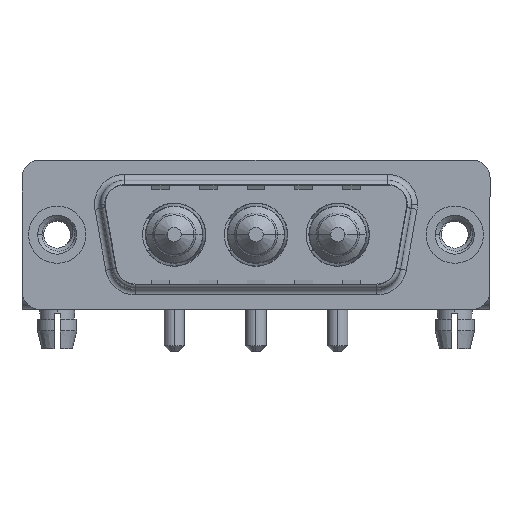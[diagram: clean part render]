
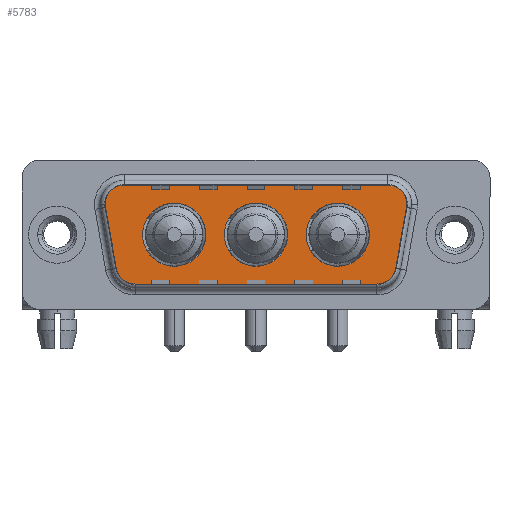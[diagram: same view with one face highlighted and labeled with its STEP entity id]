
A CAD part, top view. The second image highlights one B-rep face of the part: STEP entity #5783.
In plain terms, the highlighted planar face has unit normal (0, 0, 1).
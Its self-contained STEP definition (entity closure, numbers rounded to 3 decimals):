
#55 = DIRECTION ( 'NONE',  ( 0., 0., 1. ) ) ;
#156 = DIRECTION ( 'NONE',  ( 1., 0., 0. ) ) ;
#269 = EDGE_LOOP ( 'NONE', ( #14390, #3639 ) ) ;
#316 = DIRECTION ( 'NONE',  ( -1., 0., 0. ) ) ;
#317 = CIRCLE ( 'NONE', #4326, 2.65 ) ;
#493 = EDGE_CURVE ( 'NONE', #9367, #9104, #1206, .T. ) ;
#605 = CARTESIAN_POINT ( 'NONE',  ( 12.45, 0., 0. ) ) ;
#766 = DIRECTION ( 'NONE',  ( 0., 0., 1. ) ) ;
#785 = EDGE_LOOP ( 'NONE', ( #10511, #14666 ) ) ;
#812 = CARTESIAN_POINT ( 'NONE',  ( 3.441, 2.553, 0. ) ) ;
#894 = EDGE_CURVE ( 'NONE', #1551, #9182, #12188, .T. ) ;
#955 = ORIENTED_EDGE ( 'NONE', *, *, #8809, .T. ) ;
#1035 = CARTESIAN_POINT ( 'NONE',  ( 29.859, 2.553, 0. ) ) ;
#1206 = CIRCLE ( 'NONE', #8688, 2.65 ) ;
#1243 = AXIS2_PLACEMENT_3D ( 'NONE', #6254, #11021, #316 ) ;
#1256 = DIRECTION ( 'NONE',  ( 0., 0., 1. ) ) ;
#1551 = VERTEX_POINT ( 'NONE', #14582 ) ;
#1560 = EDGE_CURVE ( 'NONE', #5743, #4300, #2028, .T. ) ;
#1773 = CARTESIAN_POINT ( 'NONE',  ( 16.65, 0., 0. ) ) ;
#1876 = AXIS2_PLACEMENT_3D ( 'NONE', #9522, #11938, #13118 ) ;
#1948 = DIRECTION ( 'NONE',  ( 0.174, 0.985, 0. ) ) ;
#1969 = CARTESIAN_POINT ( 'NONE',  ( 27.889, 2.9, 0. ) ) ;
#2028 = CIRCLE ( 'NONE', #5279, 2.65 ) ;
#2333 = CARTESIAN_POINT ( 'NONE',  ( 26.866, -2.9, 0. ) ) ;
#2427 = CARTESIAN_POINT ( 'NONE',  ( 23.5, 0., 0. ) ) ;
#2443 = EDGE_CURVE ( 'NONE', #3609, #10558, #14716, .T. ) ;
#2529 = ORIENTED_EDGE ( 'NONE', *, *, #2443, .T. ) ;
#2558 = PLANE ( 'NONE',  #6065 ) ;
#2576 = CARTESIAN_POINT ( 'NONE',  ( 5.411, 2.9, 0. ) ) ;
#2704 = CARTESIAN_POINT ( 'NONE',  ( 23.5, 0., 0. ) ) ;
#2838 = DIRECTION ( 'NONE',  ( -1., 0., 0. ) ) ;
#2958 = ORIENTED_EDGE ( 'NONE', *, *, #14539, .T. ) ;
#3191 = CARTESIAN_POINT ( 'NONE',  ( 6.434, -2.9, 0. ) ) ;
#3340 = EDGE_CURVE ( 'NONE', #13374, #1551, #9882, .T. ) ;
#3381 = AXIS2_PLACEMENT_3D ( 'NONE', #1969, #13543, #2838 ) ;
#3505 = FACE_OUTER_BOUND ( 'NONE', #13758, .T. ) ;
#3609 = VERTEX_POINT ( 'NONE', #1035 ) ;
#3639 = ORIENTED_EDGE ( 'NONE', *, *, #14874, .F. ) ;
#3968 = CARTESIAN_POINT ( 'NONE',  ( 16.65, 0., 0. ) ) ;
#3982 = ORIENTED_EDGE ( 'NONE', *, *, #12923, .T. ) ;
#4300 = VERTEX_POINT ( 'NONE', #9665 ) ;
#4326 = AXIS2_PLACEMENT_3D ( 'NONE', #3968, #6291, #12230 ) ;
#4669 = DIRECTION ( 'NONE',  ( -1., 0., 0. ) ) ;
#5039 = CARTESIAN_POINT ( 'NONE',  ( 6.434, -4.9, 0. ) ) ;
#5278 = CARTESIAN_POINT ( 'NONE',  ( 5.411, 4.9, 0. ) ) ;
#5279 = AXIS2_PLACEMENT_3D ( 'NONE', #2704, #7549, #7472 ) ;
#5702 = CARTESIAN_POINT ( 'NONE',  ( 27.889, 4.9, 0. ) ) ;
#5743 = VERTEX_POINT ( 'NONE', #9599 ) ;
#5783 = ADVANCED_FACE ( 'NONE', ( #14212, #13269, #15452, #3505 ), #2558, .T. ) ;
#5852 = EDGE_CURVE ( 'NONE', #9104, #9367, #317, .T. ) ;
#6065 = AXIS2_PLACEMENT_3D ( 'NONE', #2333, #55, #10682 ) ;
#6254 = CARTESIAN_POINT ( 'NONE',  ( 27.889, 2.9, 0. ) ) ;
#6291 = DIRECTION ( 'NONE',  ( 0., 0., 1. ) ) ;
#6333 = EDGE_CURVE ( 'NONE', #10623, #15287, #9885, .T. ) ;
#6349 = CIRCLE ( 'NONE', #3381, 2. ) ;
#6508 = VERTEX_POINT ( 'NONE', #812 ) ;
#6549 = CARTESIAN_POINT ( 'NONE',  ( 28.836, -3.247, 0. ) ) ;
#6676 = ORIENTED_EDGE ( 'NONE', *, *, #14008, .T. ) ;
#7041 = VERTEX_POINT ( 'NONE', #14866 ) ;
#7185 = DIRECTION ( 'NONE',  ( 1., 0., 0. ) ) ;
#7187 = DIRECTION ( 'NONE',  ( 0., 0., 1. ) ) ;
#7344 = DIRECTION ( 'NONE',  ( 0., 0., 1. ) ) ;
#7376 = AXIS2_PLACEMENT_3D ( 'NONE', #2427, #1256, #7185 ) ;
#7472 = DIRECTION ( 'NONE',  ( 1., 0., 0. ) ) ;
#7539 = DIRECTION ( 'NONE',  ( -1., 0., 0. ) ) ;
#7549 = DIRECTION ( 'NONE',  ( 0., 0., 1. ) ) ;
#7805 = CIRCLE ( 'NONE', #15282, 2. ) ;
#7941 = AXIS2_PLACEMENT_3D ( 'NONE', #14615, #7187, #8600 ) ;
#8418 = CARTESIAN_POINT ( 'NONE',  ( 6.434, -4.9, 0. ) ) ;
#8459 = CIRCLE ( 'NONE', #9718, 2. ) ;
#8600 = DIRECTION ( 'NONE',  ( 1., 0., 0. ) ) ;
#8688 = AXIS2_PLACEMENT_3D ( 'NONE', #1773, #13810, #13581 ) ;
#8756 = ORIENTED_EDGE ( 'NONE', *, *, #5852, .F. ) ;
#8809 = EDGE_CURVE ( 'NONE', #10558, #10623, #6349, .T. ) ;
#8904 = CARTESIAN_POINT ( 'NONE',  ( 29.859, 2.553, 0. ) ) ;
#9068 = EDGE_CURVE ( 'NONE', #4300, #5743, #9379, .T. ) ;
#9104 = VERTEX_POINT ( 'NONE', #13372 ) ;
#9182 = VERTEX_POINT ( 'NONE', #6549 ) ;
#9268 = ORIENTED_EDGE ( 'NONE', *, *, #894, .T. ) ;
#9367 = VERTEX_POINT ( 'NONE', #12884 ) ;
#9379 = CIRCLE ( 'NONE', #7376, 2.65 ) ;
#9522 = CARTESIAN_POINT ( 'NONE',  ( 9.8, 0., 0. ) ) ;
#9599 = CARTESIAN_POINT ( 'NONE',  ( 20.85, 0., 0. ) ) ;
#9665 = CARTESIAN_POINT ( 'NONE',  ( 26.15, 0., 0. ) ) ;
#9718 = AXIS2_PLACEMENT_3D ( 'NONE', #3191, #766, #4669 ) ;
#9882 = LINE ( 'NONE', #5039, #11509 ) ;
#9885 = LINE ( 'NONE', #5278, #13994 ) ;
#10107 = CIRCLE ( 'NONE', #1876, 2.65 ) ;
#10346 = EDGE_CURVE ( 'NONE', #14970, #7041, #13933, .T. ) ;
#10366 = ORIENTED_EDGE ( 'NONE', *, *, #11137, .T. ) ;
#10503 = ORIENTED_EDGE ( 'NONE', *, *, #6333, .T. ) ;
#10511 = ORIENTED_EDGE ( 'NONE', *, *, #9068, .F. ) ;
#10558 = VERTEX_POINT ( 'NONE', #15005 ) ;
#10623 = VERTEX_POINT ( 'NONE', #5702 ) ;
#10670 = AXIS2_PLACEMENT_3D ( 'NONE', #15306, #14147, #10852 ) ;
#10682 = DIRECTION ( 'NONE',  ( 1., 0., 0. ) ) ;
#10826 = CARTESIAN_POINT ( 'NONE',  ( 5.411, 4.9, 0. ) ) ;
#10852 = DIRECTION ( 'NONE',  ( 1., 0., 0. ) ) ;
#11021 = DIRECTION ( 'NONE',  ( 0., 0., 1. ) ) ;
#11137 = EDGE_CURVE ( 'NONE', #12110, #13374, #8459, .T. ) ;
#11260 = ORIENTED_EDGE ( 'NONE', *, *, #493, .F. ) ;
#11509 = VECTOR ( 'NONE', #12287, 1000. ) ;
#11938 = DIRECTION ( 'NONE',  ( 0., 0., 1. ) ) ;
#12110 = VERTEX_POINT ( 'NONE', #13244 ) ;
#12188 = CIRCLE ( 'NONE', #10670, 2. ) ;
#12230 = DIRECTION ( 'NONE',  ( 1., 0., 0. ) ) ;
#12287 = DIRECTION ( 'NONE',  ( 1., 0., 0. ) ) ;
#12308 = VECTOR ( 'NONE', #14787, 1000. ) ;
#12565 = LINE ( 'NONE', #8904, #12568 ) ;
#12568 = VECTOR ( 'NONE', #1948, 1000. ) ;
#12884 = CARTESIAN_POINT ( 'NONE',  ( 14., 0., 0. ) ) ;
#12923 = EDGE_CURVE ( 'NONE', #15287, #6508, #7805, .T. ) ;
#13117 = EDGE_LOOP ( 'NONE', ( #8756, #11260 ) ) ;
#13118 = DIRECTION ( 'NONE',  ( 1., 0., 0. ) ) ;
#13244 = CARTESIAN_POINT ( 'NONE',  ( 4.464, -3.247, 0. ) ) ;
#13269 = FACE_BOUND ( 'NONE', #785, .T. ) ;
#13372 = CARTESIAN_POINT ( 'NONE',  ( 19.3, 0., 0. ) ) ;
#13374 = VERTEX_POINT ( 'NONE', #8418 ) ;
#13543 = DIRECTION ( 'NONE',  ( 0., 0., 1. ) ) ;
#13581 = DIRECTION ( 'NONE',  ( 1., 0., 0. ) ) ;
#13758 = EDGE_LOOP ( 'NONE', ( #9268, #2958, #2529, #955, #10503, #3982, #6676, #10366, #15078 ) ) ;
#13810 = DIRECTION ( 'NONE',  ( 0., 0., 1. ) ) ;
#13927 = CARTESIAN_POINT ( 'NONE',  ( 3.441, 2.553, 0. ) ) ;
#13933 = CIRCLE ( 'NONE', #7941, 2.65 ) ;
#13994 = VECTOR ( 'NONE', #7539, 1000. ) ;
#14008 = EDGE_CURVE ( 'NONE', #6508, #12110, #15019, .T. ) ;
#14147 = DIRECTION ( 'NONE',  ( 0., 0., 1. ) ) ;
#14212 = FACE_BOUND ( 'NONE', #13117, .T. ) ;
#14390 = ORIENTED_EDGE ( 'NONE', *, *, #10346, .F. ) ;
#14539 = EDGE_CURVE ( 'NONE', #9182, #3609, #12565, .T. ) ;
#14582 = CARTESIAN_POINT ( 'NONE',  ( 26.866, -4.9, 0. ) ) ;
#14615 = CARTESIAN_POINT ( 'NONE',  ( 9.8, 0., 0. ) ) ;
#14666 = ORIENTED_EDGE ( 'NONE', *, *, #1560, .F. ) ;
#14716 = CIRCLE ( 'NONE', #1243, 2. ) ;
#14787 = DIRECTION ( 'NONE',  ( 0.174, -0.985, 0. ) ) ;
#14866 = CARTESIAN_POINT ( 'NONE',  ( 7.15, 0., 0. ) ) ;
#14874 = EDGE_CURVE ( 'NONE', #7041, #14970, #10107, .T. ) ;
#14970 = VERTEX_POINT ( 'NONE', #605 ) ;
#15005 = CARTESIAN_POINT ( 'NONE',  ( 29.889, 2.9, 0. ) ) ;
#15019 = LINE ( 'NONE', #13927, #12308 ) ;
#15078 = ORIENTED_EDGE ( 'NONE', *, *, #3340, .T. ) ;
#15282 = AXIS2_PLACEMENT_3D ( 'NONE', #2576, #7344, #156 ) ;
#15287 = VERTEX_POINT ( 'NONE', #10826 ) ;
#15306 = CARTESIAN_POINT ( 'NONE',  ( 26.866, -2.9, 0. ) ) ;
#15452 = FACE_BOUND ( 'NONE', #269, .T. ) ;
